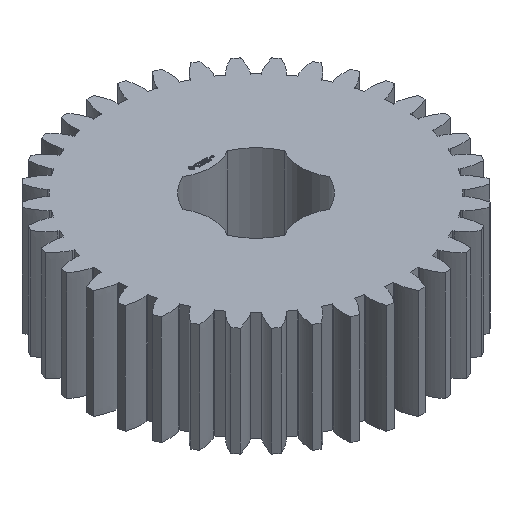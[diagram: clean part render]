
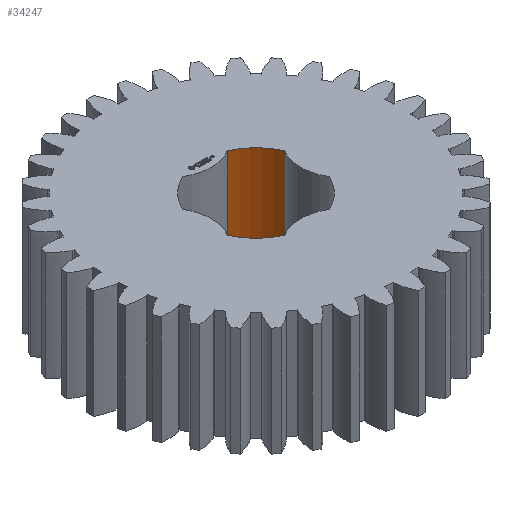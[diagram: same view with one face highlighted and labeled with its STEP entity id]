
A CAD part, isometric view. The second image highlights one B-rep face of the part: STEP entity #34247.
In plain terms, the highlighted cylindrical face has radius 6.35 mm (diameter 12.7 mm), a partial arc.
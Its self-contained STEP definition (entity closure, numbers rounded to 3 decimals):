
#93 = PLANE('',#94);
#94 = AXIS2_PLACEMENT_3D('',#95,#96,#97);
#95 = CARTESIAN_POINT('',(0.,0.,12.5));
#96 = DIRECTION('',(0.,0.,1.));
#97 = DIRECTION('',(1.,0.,0.));
#168 = PLANE('',#169);
#169 = AXIS2_PLACEMENT_3D('',#170,#171,#172);
#170 = CARTESIAN_POINT('',(0.,0.,0.));
#171 = DIRECTION('',(0.,0.,1.));
#172 = DIRECTION('',(1.,0.,0.));
#10466 = VERTEX_POINT('',#10467);
#10467 = CARTESIAN_POINT('',(2.55,5.816,0.));
#10482 = CYLINDRICAL_SURFACE('',#10483,4.9);
#10483 = AXIS2_PLACEMENT_3D('',#10484,#10485,#10486);
#10484 = CARTESIAN_POINT('',(0.,10.,0.));
#10485 = DIRECTION('',(0.,-0.,-1.));
#10486 = DIRECTION('',(0.707,0.707,0.));
#10494 = EDGE_CURVE('',#10495,#10466,#10497,.T.);
#10495 = VERTEX_POINT('',#10496);
#10496 = CARTESIAN_POINT('',(5.816,2.55,0.));
#10497 = SURFACE_CURVE('',#10498,(#10503,#10510),.PCURVE_S1.);
#10498 = CIRCLE('',#10499,6.35);
#10499 = AXIS2_PLACEMENT_3D('',#10500,#10501,#10502);
#10500 = CARTESIAN_POINT('',(0.,0.,0.));
#10501 = DIRECTION('',(0.,-0.,1.));
#10502 = DIRECTION('',(0.707,0.707,0.));
#10503 = PCURVE('',#168,#10504);
#10504 = DEFINITIONAL_REPRESENTATION('',(#10505),#10509);
#10505 = CIRCLE('',#10506,6.35);
#10506 = AXIS2_PLACEMENT_2D('',#10507,#10508);
#10507 = CARTESIAN_POINT('',(0.,0.));
#10508 = DIRECTION('',(0.707,0.707));
#10509 = ( GEOMETRIC_REPRESENTATION_CONTEXT(2) 
PARAMETRIC_REPRESENTATION_CONTEXT() REPRESENTATION_CONTEXT('2D SPACE',''
  ) );
#10510 = PCURVE('',#10511,#10516);
#10511 = CYLINDRICAL_SURFACE('',#10512,6.35);
#10512 = AXIS2_PLACEMENT_3D('',#10513,#10514,#10515);
#10513 = CARTESIAN_POINT('',(0.,0.,0.));
#10514 = DIRECTION('',(0.,-0.,-1.));
#10515 = DIRECTION('',(0.707,0.707,0.));
#10516 = DEFINITIONAL_REPRESENTATION('',(#10517),#10521);
#10517 = LINE('',#10518,#10519);
#10518 = CARTESIAN_POINT('',(-0.,0.));
#10519 = VECTOR('',#10520,1.);
#10520 = DIRECTION('',(-1.,0.));
#10521 = ( GEOMETRIC_REPRESENTATION_CONTEXT(2) 
PARAMETRIC_REPRESENTATION_CONTEXT() REPRESENTATION_CONTEXT('2D SPACE',''
  ) );
#10540 = CYLINDRICAL_SURFACE('',#10541,4.9);
#10541 = AXIS2_PLACEMENT_3D('',#10542,#10543,#10544);
#10542 = CARTESIAN_POINT('',(10.,0.,0.));
#10543 = DIRECTION('',(0.,-0.,-1.));
#10544 = DIRECTION('',(0.707,0.707,0.));
#17978 = VERTEX_POINT('',#17979);
#17979 = CARTESIAN_POINT('',(2.55,5.816,12.5));
#18001 = EDGE_CURVE('',#18002,#17978,#18004,.T.);
#18002 = VERTEX_POINT('',#18003);
#18003 = CARTESIAN_POINT('',(5.816,2.55,12.5));
#18004 = SURFACE_CURVE('',#18005,(#18010,#18017),.PCURVE_S1.);
#18005 = CIRCLE('',#18006,6.35);
#18006 = AXIS2_PLACEMENT_3D('',#18007,#18008,#18009);
#18007 = CARTESIAN_POINT('',(0.,0.,12.5)
  );
#18008 = DIRECTION('',(0.,-0.,1.));
#18009 = DIRECTION('',(0.707,0.707,0.));
#18010 = PCURVE('',#93,#18011);
#18011 = DEFINITIONAL_REPRESENTATION('',(#18012),#18016);
#18012 = CIRCLE('',#18013,6.35);
#18013 = AXIS2_PLACEMENT_2D('',#18014,#18015);
#18014 = CARTESIAN_POINT('',(0.,0.));
#18015 = DIRECTION('',(0.707,0.707));
#18016 = ( GEOMETRIC_REPRESENTATION_CONTEXT(2) 
PARAMETRIC_REPRESENTATION_CONTEXT() REPRESENTATION_CONTEXT('2D SPACE',''
  ) );
#18017 = PCURVE('',#10511,#18018);
#18018 = DEFINITIONAL_REPRESENTATION('',(#18019),#18023);
#18019 = LINE('',#18020,#18021);
#18020 = CARTESIAN_POINT('',(-0.,-12.5));
#18021 = VECTOR('',#18022,1.);
#18022 = DIRECTION('',(-1.,0.));
#18023 = ( GEOMETRIC_REPRESENTATION_CONTEXT(2) 
PARAMETRIC_REPRESENTATION_CONTEXT() REPRESENTATION_CONTEXT('2D SPACE',''
  ) );
#34224 = EDGE_CURVE('',#10495,#18002,#34225,.T.);
#34225 = SURFACE_CURVE('',#34226,(#34230,#34237),.PCURVE_S1.);
#34226 = LINE('',#34227,#34228);
#34227 = CARTESIAN_POINT('',(5.816,2.55,0.));
#34228 = VECTOR('',#34229,1.);
#34229 = DIRECTION('',(0.,0.,1.));
#34230 = PCURVE('',#10540,#34231);
#34231 = DEFINITIONAL_REPRESENTATION('',(#34232),#34236);
#34232 = LINE('',#34233,#34234);
#34233 = CARTESIAN_POINT('',(-1.809,0.));
#34234 = VECTOR('',#34235,1.);
#34235 = DIRECTION('',(-0.,-1.));
#34236 = ( GEOMETRIC_REPRESENTATION_CONTEXT(2) 
PARAMETRIC_REPRESENTATION_CONTEXT() REPRESENTATION_CONTEXT('2D SPACE',''
  ) );
#34237 = PCURVE('',#10511,#34238);
#34238 = DEFINITIONAL_REPRESENTATION('',(#34239),#34243);
#34239 = LINE('',#34240,#34241);
#34240 = CARTESIAN_POINT('',(-5.911,0.));
#34241 = VECTOR('',#34242,1.);
#34242 = DIRECTION('',(-0.,-1.));
#34243 = ( GEOMETRIC_REPRESENTATION_CONTEXT(2) 
PARAMETRIC_REPRESENTATION_CONTEXT() REPRESENTATION_CONTEXT('2D SPACE',''
  ) );
#34247 = ADVANCED_FACE('',(#34248),#10511,.F.);
#34248 = FACE_BOUND('',#34249,.T.);
#34249 = EDGE_LOOP('',(#34250,#34251,#34252,#34273));
#34250 = ORIENTED_EDGE('',*,*,#34224,.T.);
#34251 = ORIENTED_EDGE('',*,*,#18001,.T.);
#34252 = ORIENTED_EDGE('',*,*,#34253,.F.);
#34253 = EDGE_CURVE('',#10466,#17978,#34254,.T.);
#34254 = SURFACE_CURVE('',#34255,(#34259,#34266),.PCURVE_S1.);
#34255 = LINE('',#34256,#34257);
#34256 = CARTESIAN_POINT('',(2.55,5.816,0.));
#34257 = VECTOR('',#34258,1.);
#34258 = DIRECTION('',(0.,0.,1.));
#34259 = PCURVE('',#10511,#34260);
#34260 = DEFINITIONAL_REPRESENTATION('',(#34261),#34265);
#34261 = LINE('',#34262,#34263);
#34262 = CARTESIAN_POINT('',(-6.655,0.));
#34263 = VECTOR('',#34264,1.);
#34264 = DIRECTION('',(-0.,-1.));
#34265 = ( GEOMETRIC_REPRESENTATION_CONTEXT(2) 
PARAMETRIC_REPRESENTATION_CONTEXT() REPRESENTATION_CONTEXT('2D SPACE',''
  ) );
#34266 = PCURVE('',#10482,#34267);
#34267 = DEFINITIONAL_REPRESENTATION('',(#34268),#34272);
#34268 = LINE('',#34269,#34270);
#34269 = CARTESIAN_POINT('',(-4.474,0.));
#34270 = VECTOR('',#34271,1.);
#34271 = DIRECTION('',(-0.,-1.));
#34272 = ( GEOMETRIC_REPRESENTATION_CONTEXT(2) 
PARAMETRIC_REPRESENTATION_CONTEXT() REPRESENTATION_CONTEXT('2D SPACE',''
  ) );
#34273 = ORIENTED_EDGE('',*,*,#10494,.F.);
